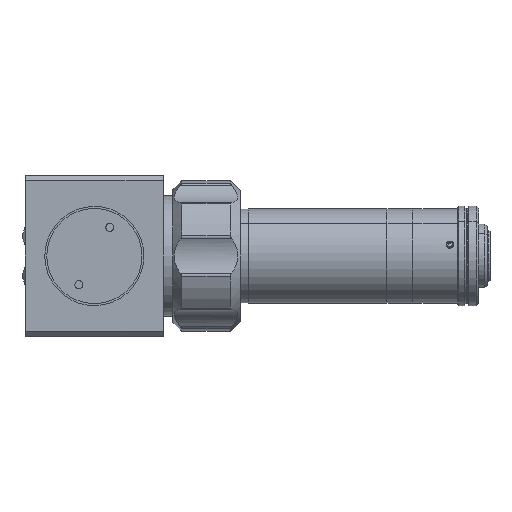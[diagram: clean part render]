
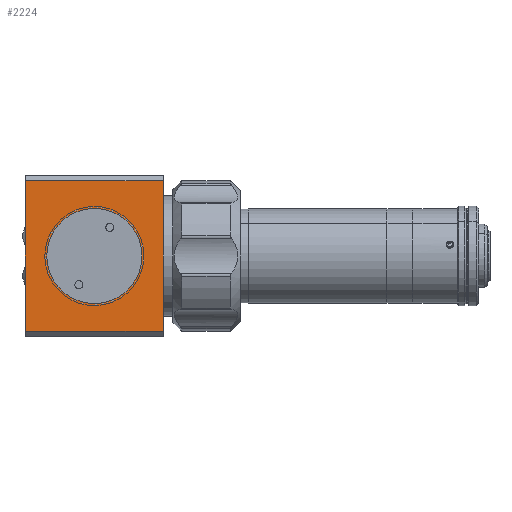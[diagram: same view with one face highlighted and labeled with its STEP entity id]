
A CAD part, front view. The second image highlights one B-rep face of the part: STEP entity #2224.
In plain terms, the highlighted planar face has unit normal (0, -1, 0).
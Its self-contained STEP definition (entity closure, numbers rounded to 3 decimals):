
#219 = ORIENTED_EDGE ( 'NONE', *, *, #4671, .T. ) ;
#677 = CIRCLE ( 'NONE', #8838, 19. ) ;
#938 = CARTESIAN_POINT ( 'NONE',  ( 0., -27.5, 19. ) ) ;
#1017 = DIRECTION ( 'NONE',  ( 0., 0., 1. ) ) ;
#1522 = CARTESIAN_POINT ( 'NONE',  ( -27.5, -27.5, 30. ) ) ;
#1741 = VERTEX_POINT ( 'NONE', #6587 ) ;
#1830 = VERTEX_POINT ( 'NONE', #13718 ) ;
#2224 = ADVANCED_FACE ( 'NONE', ( #8718, #11128 ), #13479, .F. ) ;
#2770 = ORIENTED_EDGE ( 'NONE', *, *, #7562, .T. ) ;
#3077 = VECTOR ( 'NONE', #13128, 1000. ) ;
#3095 = CARTESIAN_POINT ( 'NONE',  ( 27.5, -27.5, 32. ) ) ;
#3250 = DIRECTION ( 'NONE',  ( 0., 1., 0. ) ) ;
#3576 = VERTEX_POINT ( 'NONE', #938 ) ;
#3846 = EDGE_CURVE ( 'NONE', #6333, #1830, #13026, .T. ) ;
#4662 = AXIS2_PLACEMENT_3D ( 'NONE', #11200, #13633, #12540 ) ;
#4671 = EDGE_CURVE ( 'NONE', #1741, #3576, #8993, .T. ) ;
#4893 = CARTESIAN_POINT ( 'NONE',  ( -27.5, -27.5, -30. ) ) ;
#4938 = DIRECTION ( 'NONE',  ( 1., 0., 0. ) ) ;
#5231 = VECTOR ( 'NONE', #7416, 1000. ) ;
#5454 = AXIS2_PLACEMENT_3D ( 'NONE', #7805, #6687, #1017 ) ;
#5502 = EDGE_LOOP ( 'NONE', ( #6554, #219 ) ) ;
#5965 = DIRECTION ( 'NONE',  ( -1., 0., 0. ) ) ;
#6333 = VERTEX_POINT ( 'NONE', #7273 ) ;
#6484 = LINE ( 'NONE', #3095, #3077 ) ;
#6554 = ORIENTED_EDGE ( 'NONE', *, *, #9159, .T. ) ;
#6587 = CARTESIAN_POINT ( 'NONE',  ( 0., -27.5, -19. ) ) ;
#6687 = DIRECTION ( 'NONE',  ( 0., 1., 0. ) ) ;
#7273 = CARTESIAN_POINT ( 'NONE',  ( 27.5, -27.5, 30. ) ) ;
#7342 = CARTESIAN_POINT ( 'NONE',  ( 27.5, -27.5, -30. ) ) ;
#7416 = DIRECTION ( 'NONE',  ( 0., 0., -1. ) ) ;
#7562 = EDGE_CURVE ( 'NONE', #1830, #11578, #14171, .T. ) ;
#7805 = CARTESIAN_POINT ( 'NONE',  ( 0., -27.5, 0. ) ) ;
#7992 = ORIENTED_EDGE ( 'NONE', *, *, #12437, .F. ) ;
#8003 = EDGE_LOOP ( 'NONE', ( #2770, #9237, #7992, #13091 ) ) ;
#8313 = LINE ( 'NONE', #12499, #8385 ) ;
#8385 = VECTOR ( 'NONE', #4938, 1000. ) ;
#8718 = FACE_BOUND ( 'NONE', #5502, .T. ) ;
#8838 = AXIS2_PLACEMENT_3D ( 'NONE', #13354, #3250, #12179 ) ;
#8861 = EDGE_CURVE ( 'NONE', #11578, #10566, #8313, .T. ) ;
#8993 = CIRCLE ( 'NONE', #5454, 19. ) ;
#9159 = EDGE_CURVE ( 'NONE', #3576, #1741, #677, .T. ) ;
#9237 = ORIENTED_EDGE ( 'NONE', *, *, #8861, .T. ) ;
#10566 = VERTEX_POINT ( 'NONE', #7342 ) ;
#10658 = CARTESIAN_POINT ( 'NONE',  ( -27.5, -27.5, 32. ) ) ;
#11128 = FACE_OUTER_BOUND ( 'NONE', #8003, .T. ) ;
#11200 = CARTESIAN_POINT ( 'NONE',  ( -27.5, -27.5, 32. ) ) ;
#11578 = VERTEX_POINT ( 'NONE', #4893 ) ;
#12144 = VECTOR ( 'NONE', #5965, 1000. ) ;
#12179 = DIRECTION ( 'NONE',  ( 0., 0., 1. ) ) ;
#12437 = EDGE_CURVE ( 'NONE', #6333, #10566, #6484, .T. ) ;
#12499 = CARTESIAN_POINT ( 'NONE',  ( 27.5, -27.5, -30. ) ) ;
#12540 = DIRECTION ( 'NONE',  ( 0., 0., 1. ) ) ;
#13026 = LINE ( 'NONE', #1522, #12144 ) ;
#13091 = ORIENTED_EDGE ( 'NONE', *, *, #3846, .T. ) ;
#13128 = DIRECTION ( 'NONE',  ( 0., 0., -1. ) ) ;
#13354 = CARTESIAN_POINT ( 'NONE',  ( 0., -27.5, 0. ) ) ;
#13479 = PLANE ( 'NONE',  #4662 ) ;
#13633 = DIRECTION ( 'NONE',  ( 0., 1., 0. ) ) ;
#13718 = CARTESIAN_POINT ( 'NONE',  ( -27.5, -27.5, 30. ) ) ;
#14171 = LINE ( 'NONE', #10658, #5231 ) ;
